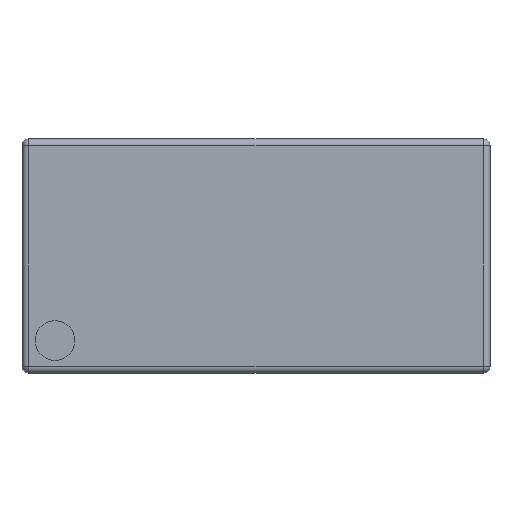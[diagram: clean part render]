
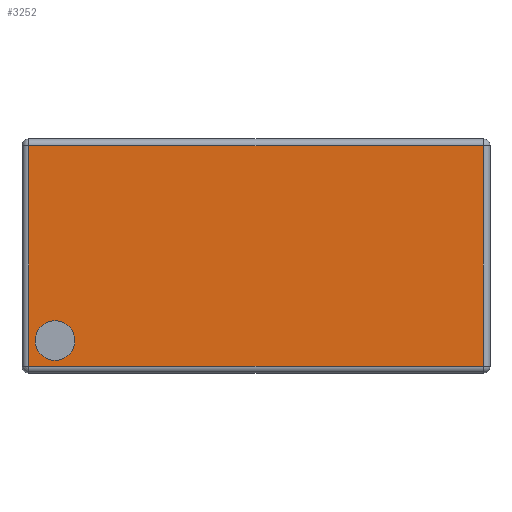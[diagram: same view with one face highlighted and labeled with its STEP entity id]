
A CAD part, top view. The second image highlights one B-rep face of the part: STEP entity #3252.
In plain terms, the highlighted planar face has unit normal (0, 0, 1).
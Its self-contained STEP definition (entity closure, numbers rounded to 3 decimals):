
#2875 = VERTEX_POINT('',#2876);
#2876 = CARTESIAN_POINT('',(-1.72,-0.835,0.22));
#2897 = CYLINDRICAL_SURFACE('',#2898,0.05);
#2898 = AXIS2_PLACEMENT_3D('',#2899,#2900,#2901);
#2899 = CARTESIAN_POINT('',(-1.72,0.443,0.17));
#2900 = DIRECTION('',(0.,-1.,0.));
#2901 = DIRECTION('',(-0.707,0.,0.707)
  );
#2974 = CYLINDRICAL_SURFACE('',#2975,0.05);
#2975 = AXIS2_PLACEMENT_3D('',#2976,#2977,#2978);
#2976 = CARTESIAN_POINT('',(-0.885,-0.835,0.17));
#2977 = DIRECTION('',(1.,0.,0.));
#2978 = DIRECTION('',(0.,-0.707,0.707)
  );
#2990 = EDGE_CURVE('',#2875,#2991,#2993,.T.);
#2991 = VERTEX_POINT('',#2992);
#2992 = CARTESIAN_POINT('',(-1.72,0.835,0.22));
#2993 = SURFACE_CURVE('',#2994,(#2998,#3005),.PCURVE_S1.);
#2994 = LINE('',#2995,#2996);
#2995 = CARTESIAN_POINT('',(-1.72,0.443,0.22));
#2996 = VECTOR('',#2997,1.);
#2997 = DIRECTION('',(0.,1.,0.));
#2998 = PCURVE('',#2897,#2999);
#2999 = DEFINITIONAL_REPRESENTATION('',(#3000),#3004);
#3000 = LINE('',#3001,#3002);
#3001 = CARTESIAN_POINT('',(5.498,0.));
#3002 = VECTOR('',#3003,1.);
#3003 = DIRECTION('',(0.,-1.));
#3004 = ( GEOMETRIC_REPRESENTATION_CONTEXT(2) 
PARAMETRIC_REPRESENTATION_CONTEXT() REPRESENTATION_CONTEXT('2D SPACE',''
  ) );
#3005 = PCURVE('',#3006,#3011);
#3006 = PLANE('',#3007);
#3007 = AXIS2_PLACEMENT_3D('',#3008,#3009,#3010);
#3008 = CARTESIAN_POINT('',(0.,0.,0.22));
#3009 = DIRECTION('',(0.,0.,1.));
#3010 = DIRECTION('',(1.,0.,0.));
#3011 = DEFINITIONAL_REPRESENTATION('',(#3012),#3016);
#3012 = LINE('',#3013,#3014);
#3013 = CARTESIAN_POINT('',(-1.72,0.443));
#3014 = VECTOR('',#3015,1.);
#3015 = DIRECTION('',(0.,1.));
#3016 = ( GEOMETRIC_REPRESENTATION_CONTEXT(2) 
PARAMETRIC_REPRESENTATION_CONTEXT() REPRESENTATION_CONTEXT('2D SPACE',''
  ) );
#3158 = VERTEX_POINT('',#3159);
#3159 = CARTESIAN_POINT('',(1.72,-0.835,0.22));
#3210 = EDGE_CURVE('',#3158,#2875,#3211,.T.);
#3211 = SURFACE_CURVE('',#3212,(#3216,#3223),.PCURVE_S1.);
#3212 = LINE('',#3213,#3214);
#3213 = CARTESIAN_POINT('',(-0.885,-0.835,0.22));
#3214 = VECTOR('',#3215,1.);
#3215 = DIRECTION('',(-1.,0.,0.));
#3216 = PCURVE('',#2974,#3217);
#3217 = DEFINITIONAL_REPRESENTATION('',(#3218),#3222);
#3218 = LINE('',#3219,#3220);
#3219 = CARTESIAN_POINT('',(-0.785,0.));
#3220 = VECTOR('',#3221,1.);
#3221 = DIRECTION('',(0.,-1.));
#3222 = ( GEOMETRIC_REPRESENTATION_CONTEXT(2) 
PARAMETRIC_REPRESENTATION_CONTEXT() REPRESENTATION_CONTEXT('2D SPACE',''
  ) );
#3223 = PCURVE('',#3006,#3224);
#3224 = DEFINITIONAL_REPRESENTATION('',(#3225),#3229);
#3225 = LINE('',#3226,#3227);
#3226 = CARTESIAN_POINT('',(-0.885,-0.835));
#3227 = VECTOR('',#3228,1.);
#3228 = DIRECTION('',(-1.,0.));
#3229 = ( GEOMETRIC_REPRESENTATION_CONTEXT(2) 
PARAMETRIC_REPRESENTATION_CONTEXT() REPRESENTATION_CONTEXT('2D SPACE',''
  ) );
#3252 = ADVANCED_FACE('',(#3253,#3311),#3006,.T.);
#3253 = FACE_BOUND('',#3254,.T.);
#3254 = EDGE_LOOP('',(#3255,#3256,#3257,#3285));
#3255 = ORIENTED_EDGE('',*,*,#2990,.F.);
#3256 = ORIENTED_EDGE('',*,*,#3210,.F.);
#3257 = ORIENTED_EDGE('',*,*,#3258,.F.);
#3258 = EDGE_CURVE('',#3259,#3158,#3261,.T.);
#3259 = VERTEX_POINT('',#3260);
#3260 = CARTESIAN_POINT('',(1.72,0.835,0.22));
#3261 = SURFACE_CURVE('',#3262,(#3266,#3273),.PCURVE_S1.);
#3262 = LINE('',#3263,#3264);
#3263 = CARTESIAN_POINT('',(1.72,-0.443,0.22));
#3264 = VECTOR('',#3265,1.);
#3265 = DIRECTION('',(0.,-1.,0.));
#3266 = PCURVE('',#3006,#3267);
#3267 = DEFINITIONAL_REPRESENTATION('',(#3268),#3272);
#3268 = LINE('',#3269,#3270);
#3269 = CARTESIAN_POINT('',(1.72,-0.443));
#3270 = VECTOR('',#3271,1.);
#3271 = DIRECTION('',(0.,-1.));
#3272 = ( GEOMETRIC_REPRESENTATION_CONTEXT(2) 
PARAMETRIC_REPRESENTATION_CONTEXT() REPRESENTATION_CONTEXT('2D SPACE',''
  ) );
#3273 = PCURVE('',#3274,#3279);
#3274 = CYLINDRICAL_SURFACE('',#3275,0.05);
#3275 = AXIS2_PLACEMENT_3D('',#3276,#3277,#3278);
#3276 = CARTESIAN_POINT('',(1.72,-0.443,0.17));
#3277 = DIRECTION('',(0.,1.,0.));
#3278 = DIRECTION('',(0.707,0.,0.707)
  );
#3279 = DEFINITIONAL_REPRESENTATION('',(#3280),#3284);
#3280 = LINE('',#3281,#3282);
#3281 = CARTESIAN_POINT('',(5.498,0.));
#3282 = VECTOR('',#3283,1.);
#3283 = DIRECTION('',(0.,-1.));
#3284 = ( GEOMETRIC_REPRESENTATION_CONTEXT(2) 
PARAMETRIC_REPRESENTATION_CONTEXT() REPRESENTATION_CONTEXT('2D SPACE',''
  ) );
#3285 = ORIENTED_EDGE('',*,*,#3286,.F.);
#3286 = EDGE_CURVE('',#2991,#3259,#3287,.T.);
#3287 = SURFACE_CURVE('',#3288,(#3292,#3299),.PCURVE_S1.);
#3288 = LINE('',#3289,#3290);
#3289 = CARTESIAN_POINT('',(0.885,0.835,0.22));
#3290 = VECTOR('',#3291,1.);
#3291 = DIRECTION('',(1.,0.,0.));
#3292 = PCURVE('',#3006,#3293);
#3293 = DEFINITIONAL_REPRESENTATION('',(#3294),#3298);
#3294 = LINE('',#3295,#3296);
#3295 = CARTESIAN_POINT('',(0.885,0.835));
#3296 = VECTOR('',#3297,1.);
#3297 = DIRECTION('',(1.,0.));
#3298 = ( GEOMETRIC_REPRESENTATION_CONTEXT(2) 
PARAMETRIC_REPRESENTATION_CONTEXT() REPRESENTATION_CONTEXT('2D SPACE',''
  ) );
#3299 = PCURVE('',#3300,#3305);
#3300 = CYLINDRICAL_SURFACE('',#3301,0.05);
#3301 = AXIS2_PLACEMENT_3D('',#3302,#3303,#3304);
#3302 = CARTESIAN_POINT('',(0.885,0.835,0.17));
#3303 = DIRECTION('',(-1.,0.,0.));
#3304 = DIRECTION('',(0.,0.707,0.707)
  );
#3305 = DEFINITIONAL_REPRESENTATION('',(#3306),#3310);
#3306 = LINE('',#3307,#3308);
#3307 = CARTESIAN_POINT('',(-0.785,0.));
#3308 = VECTOR('',#3309,1.);
#3309 = DIRECTION('',(0.,-1.));
#3310 = ( GEOMETRIC_REPRESENTATION_CONTEXT(2) 
PARAMETRIC_REPRESENTATION_CONTEXT() REPRESENTATION_CONTEXT('2D SPACE',''
  ) );
#3311 = FACE_BOUND('',#3312,.T.);
#3312 = EDGE_LOOP('',(#3313));
#3313 = ORIENTED_EDGE('',*,*,#3314,.F.);
#3314 = EDGE_CURVE('',#3315,#3315,#3317,.T.);
#3315 = VERTEX_POINT('',#3316);
#3316 = CARTESIAN_POINT('',(-1.37,-0.64,0.22));
#3317 = SURFACE_CURVE('',#3318,(#3323,#3330),.PCURVE_S1.);
#3318 = CIRCLE('',#3319,0.15);
#3319 = AXIS2_PLACEMENT_3D('',#3320,#3321,#3322);
#3320 = CARTESIAN_POINT('',(-1.52,-0.64,0.22));
#3321 = DIRECTION('',(0.,0.,1.));
#3322 = DIRECTION('',(-1.,0.,0.));
#3323 = PCURVE('',#3006,#3324);
#3324 = DEFINITIONAL_REPRESENTATION('',(#3325),#3329);
#3325 = CIRCLE('',#3326,0.15);
#3326 = AXIS2_PLACEMENT_2D('',#3327,#3328);
#3327 = CARTESIAN_POINT('',(-1.52,-0.64));
#3328 = DIRECTION('',(-1.,0.));
#3329 = ( GEOMETRIC_REPRESENTATION_CONTEXT(2) 
PARAMETRIC_REPRESENTATION_CONTEXT() REPRESENTATION_CONTEXT('2D SPACE',''
  ) );
#3330 = PCURVE('',#3331,#3336);
#3331 = CYLINDRICAL_SURFACE('',#3332,0.15);
#3332 = AXIS2_PLACEMENT_3D('',#3333,#3334,#3335);
#3333 = CARTESIAN_POINT('',(-1.52,-0.64,0.22));
#3334 = DIRECTION('',(0.,0.,-1.));
#3335 = DIRECTION('',(-1.,0.,0.));
#3336 = DEFINITIONAL_REPRESENTATION('',(#3337),#3341);
#3337 = LINE('',#3338,#3339);
#3338 = CARTESIAN_POINT('',(6.283,0.));
#3339 = VECTOR('',#3340,1.);
#3340 = DIRECTION('',(-1.,0.));
#3341 = ( GEOMETRIC_REPRESENTATION_CONTEXT(2) 
PARAMETRIC_REPRESENTATION_CONTEXT() REPRESENTATION_CONTEXT('2D SPACE',''
  ) );
